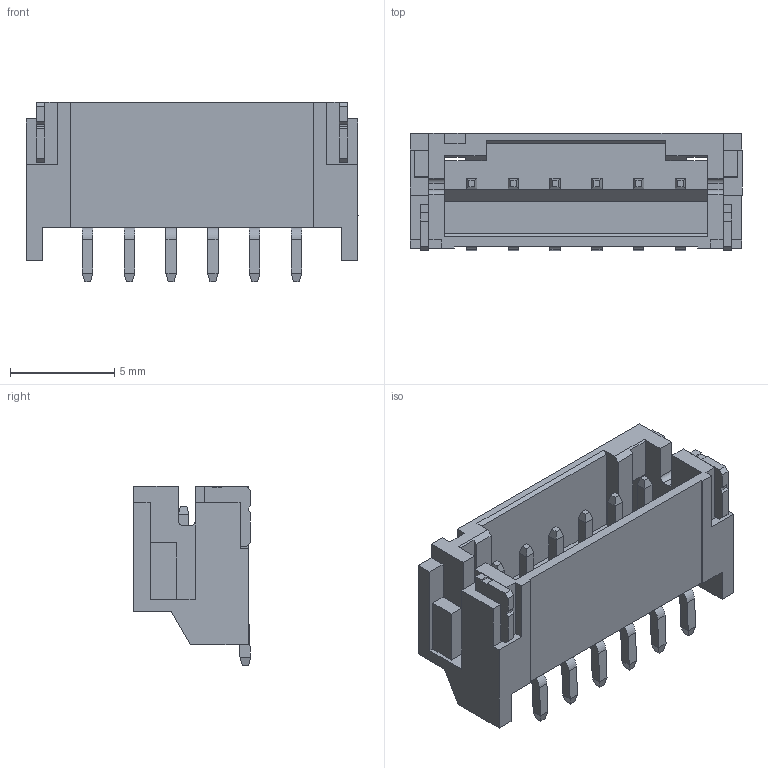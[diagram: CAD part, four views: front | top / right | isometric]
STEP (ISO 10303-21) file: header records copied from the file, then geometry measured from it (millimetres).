
FILE_DESCRIPTION (( 'STEP AP214' ), '1' );
FILE_NAME ('SxBwhite6.STEP', '2023-10-23T15:29:02', ( '' ), ( '' ), 'SwSTEP 2.0', 'SolidWorks 2021', '' );
FILE_SCHEMA (( 'AUTOMOTIVE_DESIGN' ));
Length unit declared in the file: millimetre
Products named in the file (2): SxB-PH-SM4-TB white_6; SxBwhite6
Assembly tree (1 placements, depth 2):
  SxBwhite6
    SxB-PH-SM4-TB white_6
Bounding box: 15.9 x 5.6 x 8.6 mm (x, y, z)
Volume: 272.6 mm3; surface area: 823.8 mm2
Topology: 9 solids, 9 shells, 266 faces, 706 edges, 454 vertices
Faces by surface type: plane 244, cylinder 22
Entity records: 8224 total; most frequent: CARTESIAN_POINT 1430, ORIENTED_EDGE 1412, DIRECTION 1290, EDGE_CURVE 706, VECTOR 662, LINE 662, VERTEX_POINT 454, AXIS2_PLACEMENT_3D 314
